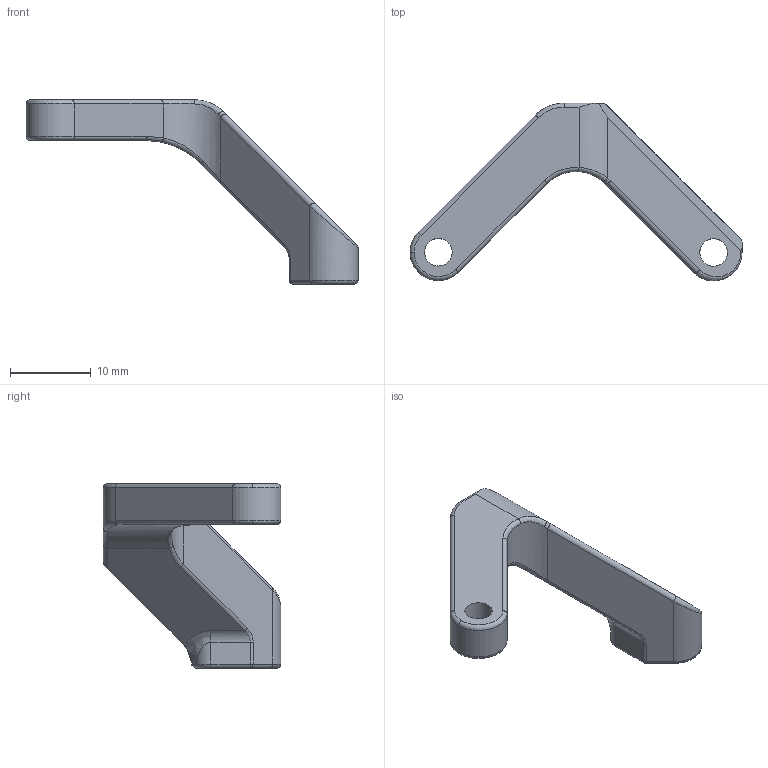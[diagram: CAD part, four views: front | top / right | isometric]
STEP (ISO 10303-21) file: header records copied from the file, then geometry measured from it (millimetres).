
FILE_DESCRIPTION (( 'STEP AP214' ), '1' );
FILE_NAME ('psu_clip_to_oct_sw.STEP', '2021-09-13T18:54:01', ( '' ), ( '' ), 'SwSTEP 2.0', 'SolidWorks 2021', '' );
FILE_SCHEMA (( 'AUTOMOTIVE_DESIGN' ));
Length unit declared in the file: millimetre
Products named in the file (1): psu_clip_to_oct_sw
Bounding box: 41 x 21.91 x 22.75 mm (x, y, z)
Volume: 2434.3 mm3; surface area: 1777.8 mm2
Topology: 1 solids, 1 shells, 256 faces, 672 edges, 437 vertices
Faces by surface type: plane 134, bspline 85, cylinder 27, torus 9, sphere 1
Entity records: 11681 total; most frequent: CARTESIAN_POINT 5924, ORIENTED_EDGE 1344, DIRECTION 894, EDGE_CURVE 672, VERTEX_POINT 437, VECTOR 428, LINE 428, EDGE_LOOP 279
